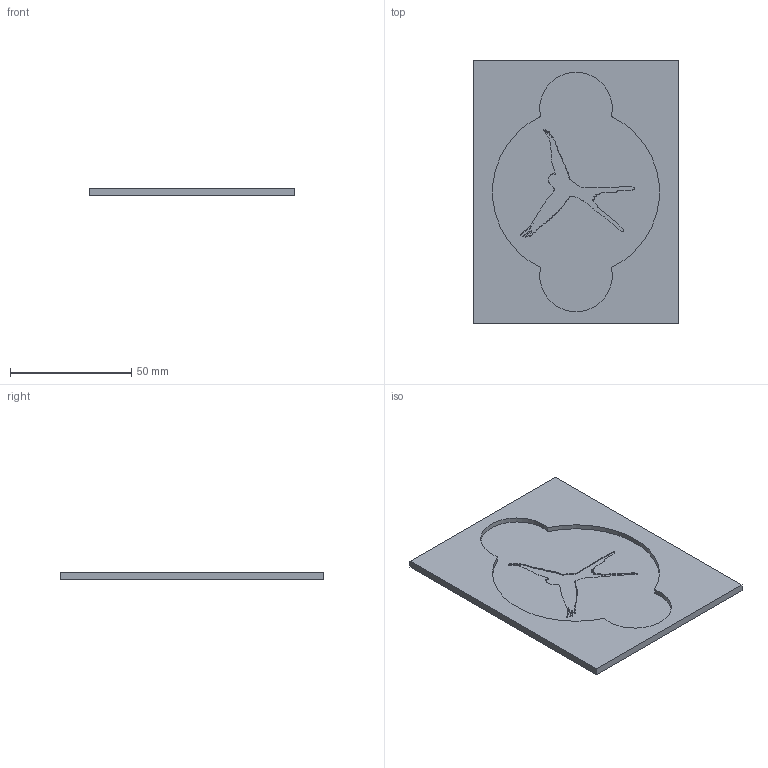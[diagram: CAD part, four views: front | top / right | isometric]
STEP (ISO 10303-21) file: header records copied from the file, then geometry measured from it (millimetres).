
FILE_DESCRIPTION(/* description */ (''),/* implementation_level */ '2;1');
FILE_NAME(/* name */ 'Wingspan - Firstplayer Maker v2.step',/* time_stamp */ '2022-04-14T19:52:13+02:00',/* author */ (''),/* organization */ (''),/* preprocessor_version */ 'ST-DEVELOPER v18.1',/* originating_system */ 'Autodesk Translation Framework v10.14.0.1471',/* authorisation */ '');
FILE_SCHEMA (('AUTOMOTIVE_DESIGN { 1 0 10303 214 3 1 1 }'));
Length unit declared in the file: millimetre
Products named in the file (1): Wingspan - Firstplayer Maker
Bounding box: 85 x 109 x 3 mm (x, y, z)
Volume: 18522.8 mm3; surface area: 20393.6 mm2
Topology: 1 solids, 1 shells, 227 faces, 654 edges, 436 vertices
Faces by surface type: bspline 190, plane 29, cylinder 8
Full cylindrical faces by diameter (mm): 5.3 x4
Entity records: 7907 total; most frequent: CARTESIAN_POINT 3788, ORIENTED_EDGE 1308, EDGE_CURVE 654, VERTEX_POINT 436, DIRECTION 366, LINE 258, VECTOR 258, EDGE_LOOP 234
